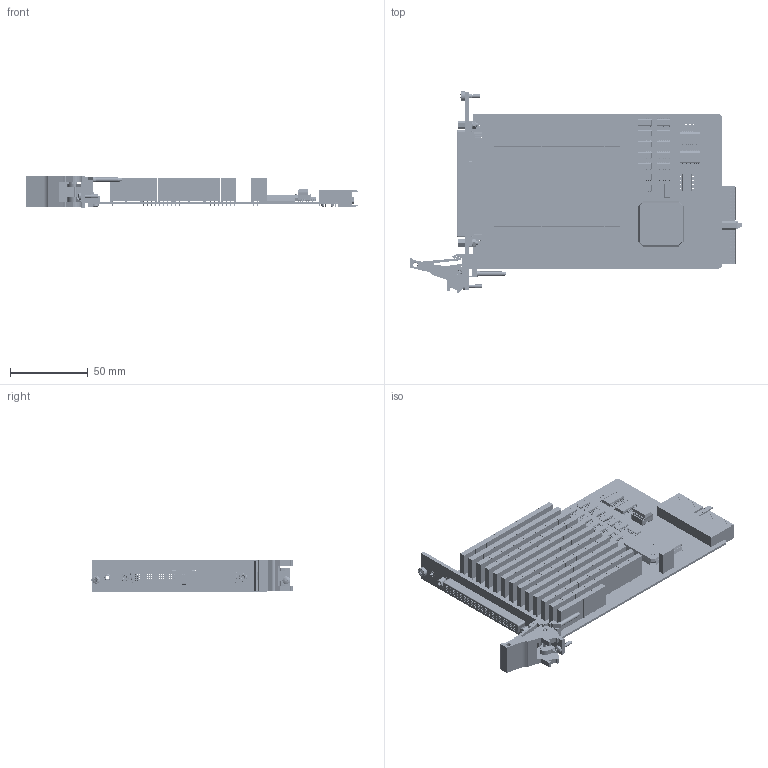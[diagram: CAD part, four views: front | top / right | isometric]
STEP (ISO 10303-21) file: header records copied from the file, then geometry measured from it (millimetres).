
FILE_DESCRIPTION (( 'STEP AP214' ), '1' );
FILE_NAME ('40-140A-221 PXI 100xSPST Card.STEP', '2013-08-21T13:38:21', ( 'admin' ), ( '' ), 'SwSTEP 2.0', 'SolidWorks 2012', '' );
FILE_SCHEMA (( 'AUTOMOTIVE_DESIGN' ));
Length unit declared in the file: millimetre
Products named in the file (1): 40-140A-221 PXI 100xSPST Card
Bounding box: 214.01 x 129.67 x 20 mm (x, y, z)
Surface area: 110368.2 mm2 (no closed solid volume)
Topology: 0 solids, 939 shells, 5339 faces, 23935 edges, 18539 vertices
Faces by surface type: plane 3820, cylinder 1454, cone 29, bspline 27, torus 5, sphere 4
Full cylindrical faces by diameter (mm): 0.38 x404, 0.5 x2, 0.58 x180, 0.6 x110, 0.7 x34, 0.762 x287, 0.9 x10, 1.496 x2, 2 x6, 2.05 x2, 2.1 x1, 2.261 x1, 2.497 x1, 2.5 x7, 2.8 x1, 3 x3, 3.175 x2, 4.4 x1, 5 x4, 5.2 x2, 5.3 x1, 6 x1
Entity records: 299269 total; most frequent: CARTESIAN_POINT 54969, DIRECTION 36744, ORIENTED_EDGE 30324, EDGE_CURVE 22319, VERTEX_POINT 18012, LINE 17234, VECTOR 17234, AXIS2_PLACEMENT_3D 9755
